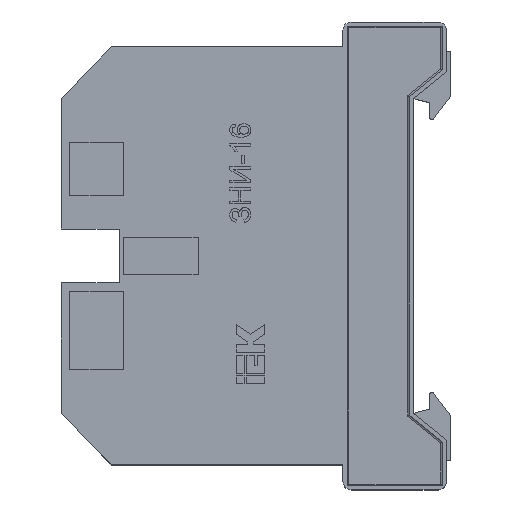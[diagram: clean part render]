
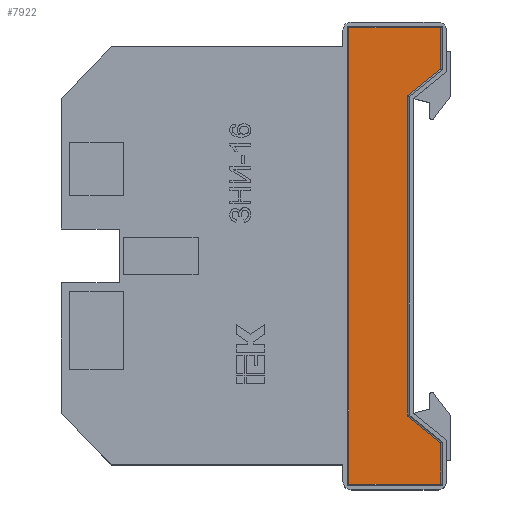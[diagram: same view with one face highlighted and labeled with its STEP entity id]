
A CAD part, top view. The second image highlights one B-rep face of the part: STEP entity #7922.
In plain terms, the highlighted planar face has unit normal (0, 0, 1).
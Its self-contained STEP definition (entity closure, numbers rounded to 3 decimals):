
#1 = VECTOR ( 'NONE', #6030, 1000. ) ;
#111 = VERTEX_POINT ( 'NONE', #7978 ) ;
#227 = LINE ( 'NONE', #1455, #1 ) ;
#430 = EDGE_CURVE ( 'NONE', #6545, #4398, #1244, .T. ) ;
#646 = DIRECTION ( 'NONE',  ( 0., 1., 0. ) ) ;
#924 = AXIS2_PLACEMENT_3D ( 'NONE', #1344, #5148, #2862 ) ;
#1142 = ORIENTED_EDGE ( 'NONE', *, *, #430, .T. ) ;
#1244 = LINE ( 'NONE', #5241, #8805 ) ;
#1263 = CARTESIAN_POINT ( 'NONE',  ( 34.7, -27.55, 11.5 ) ) ;
#1344 = CARTESIAN_POINT ( 'NONE',  ( 34.5, -27.75, 11.5 ) ) ;
#1407 = ORIENTED_EDGE ( 'NONE', *, *, #3209, .T. ) ;
#1439 = DIRECTION ( 'NONE',  ( 0., 1., 0. ) ) ;
#1455 = CARTESIAN_POINT ( 'NONE',  ( 41.8, -27.75, 11.5 ) ) ;
#1486 = LINE ( 'NONE', #3785, #7757 ) ;
#1689 = VECTOR ( 'NONE', #1854, 1000. ) ;
#1735 = ORIENTED_EDGE ( 'NONE', *, *, #4563, .T. ) ;
#1760 = ORIENTED_EDGE ( 'NONE', *, *, #3466, .T. ) ;
#1854 = DIRECTION ( 'NONE',  ( 0.776, 0.631, 0. ) ) ;
#1882 = CARTESIAN_POINT ( 'NONE',  ( 45.8, 27.55, 11.5 ) ) ;
#2006 = LINE ( 'NONE', #7443, #5837 ) ;
#2066 = CARTESIAN_POINT ( 'NONE',  ( 45.8, -22.583, 11.5 ) ) ;
#2101 = PLANE ( 'NONE',  #924 ) ;
#2313 = CARTESIAN_POINT ( 'NONE',  ( 41.8, -19.333, 11.5 ) ) ;
#2862 = DIRECTION ( 'NONE',  ( 1., 0., 0. ) ) ;
#3016 = CARTESIAN_POINT ( 'NONE',  ( 34.7, 27.55, 11.5 ) ) ;
#3145 = ORIENTED_EDGE ( 'NONE', *, *, #8838, .T. ) ;
#3209 = EDGE_CURVE ( 'NONE', #8163, #8873, #2006, .T. ) ;
#3466 = EDGE_CURVE ( 'NONE', #4398, #111, #7453, .T. ) ;
#3589 = DIRECTION ( 'NONE',  ( 1., 0., 0. ) ) ;
#3668 = VECTOR ( 'NONE', #3589, 1000. ) ;
#3785 = CARTESIAN_POINT ( 'NONE',  ( 34.5, 27.55, 11.5 ) ) ;
#3956 = EDGE_CURVE ( 'NONE', #8579, #3961, #9428, .T. ) ;
#3961 = VERTEX_POINT ( 'NONE', #2313 ) ;
#4398 = VERTEX_POINT ( 'NONE', #1263 ) ;
#4507 = CARTESIAN_POINT ( 'NONE',  ( 45.8, 22.583, 11.5 ) ) ;
#4563 = EDGE_CURVE ( 'NONE', #3961, #8078, #227, .T. ) ;
#4591 = CARTESIAN_POINT ( 'NONE',  ( 41.522, -19.107, 11.5 ) ) ;
#4737 = VECTOR ( 'NONE', #6833, 1000. ) ;
#5066 = EDGE_CURVE ( 'NONE', #8873, #6545, #1486, .T. ) ;
#5148 = DIRECTION ( 'NONE',  ( 0., 0., 1. ) ) ;
#5241 = CARTESIAN_POINT ( 'NONE',  ( 34.7, -27.75, 11.5 ) ) ;
#5242 = CARTESIAN_POINT ( 'NONE',  ( 41.8, 19.333, 11.5 ) ) ;
#5256 = ORIENTED_EDGE ( 'NONE', *, *, #5066, .T. ) ;
#5425 = ORIENTED_EDGE ( 'NONE', *, *, #8019, .T. ) ;
#5664 = FACE_OUTER_BOUND ( 'NONE', #7131, .T. ) ;
#5666 = CARTESIAN_POINT ( 'NONE',  ( 14.36, -2.962, 11.5 ) ) ;
#5750 = LINE ( 'NONE', #5666, #1689 ) ;
#5837 = VECTOR ( 'NONE', #646, 1000. ) ;
#5856 = ORIENTED_EDGE ( 'NONE', *, *, #3956, .T. ) ;
#5871 = CARTESIAN_POINT ( 'NONE',  ( 34.5, -27.55, 11.5 ) ) ;
#6013 = CARTESIAN_POINT ( 'NONE',  ( 45.8, -27.75, 11.5 ) ) ;
#6030 = DIRECTION ( 'NONE',  ( 0., 1., 0. ) ) ;
#6545 = VERTEX_POINT ( 'NONE', #3016 ) ;
#6833 = DIRECTION ( 'NONE',  ( -0.776, 0.631, 0. ) ) ;
#7131 = EDGE_LOOP ( 'NONE', ( #1407, #5256, #1142, #1760, #5425, #5856, #1735, #3145 ) ) ;
#7443 = CARTESIAN_POINT ( 'NONE',  ( 45.8, -27.75, 11.5 ) ) ;
#7453 = LINE ( 'NONE', #5871, #3668 ) ;
#7536 = DIRECTION ( 'NONE',  ( 0., -1., 0. ) ) ;
#7757 = VECTOR ( 'NONE', #9058, 1000. ) ;
#7922 = ADVANCED_FACE ( 'NONE', ( #5664 ), #2101, .T. ) ;
#7978 = CARTESIAN_POINT ( 'NONE',  ( 45.8, -27.55, 11.5 ) ) ;
#8019 = EDGE_CURVE ( 'NONE', #111, #8579, #8800, .T. ) ;
#8078 = VERTEX_POINT ( 'NONE', #5242 ) ;
#8163 = VERTEX_POINT ( 'NONE', #4507 ) ;
#8579 = VERTEX_POINT ( 'NONE', #2066 ) ;
#8800 = LINE ( 'NONE', #6013, #9181 ) ;
#8805 = VECTOR ( 'NONE', #7536, 1000. ) ;
#8838 = EDGE_CURVE ( 'NONE', #8078, #8163, #5750, .T. ) ;
#8873 = VERTEX_POINT ( 'NONE', #1882 ) ;
#9058 = DIRECTION ( 'NONE',  ( -1., 0., 0. ) ) ;
#9181 = VECTOR ( 'NONE', #1439, 1000. ) ;
#9428 = LINE ( 'NONE', #4591, #4737 ) ;
